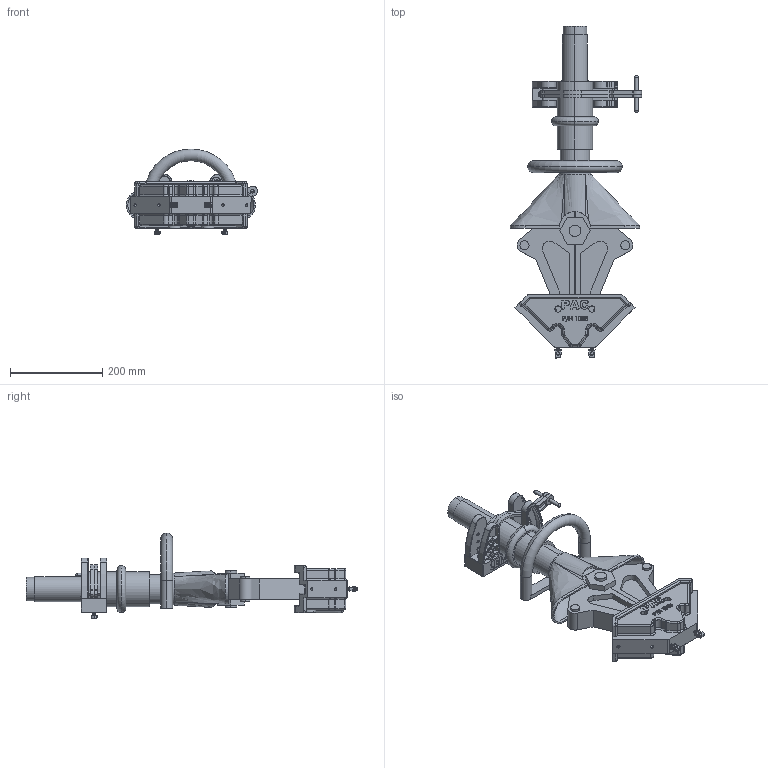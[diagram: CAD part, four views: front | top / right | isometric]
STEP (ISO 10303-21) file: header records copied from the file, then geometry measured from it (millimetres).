
FILE_DESCRIPTION (( 'STEP AP203' ), '1' );
FILE_NAME ('K5035JL.STEP', '2014-09-02T19:11:10', ( 'jgonzalez' ), ( '' ), 'SwSTEP 2.0', 'SolidWorks 2014', '' );
FILE_SCHEMA (( 'CONFIG_CONTROL_DESIGN' ));
Length unit declared in the file: inch
Products named in the file (18): 1070P; 2069LN_MSHXNUT 0.250-20-S-N; 2092_CR-FHMS 0.25-20x0.75x0.75-N; 7049; 7042; 1035; 1070; 1070 Base; Holmatro Combi Tool; 1070 PAD; 1035P; K5035JL; 1070 Shoulder Screw_SHSSCREW 0.25x1.25-N; 2046; 1070 #10-24 Nut_MSHXNUT 0.250-20-S-N; 7016; 1070 STRAP (Yellow) -In Use; 3017_HFBOLT 0.25-20x1.25x0.75-C
Assembly tree (26 placements, depth 4):
  K5035JL
    1035
      1035P
      7049
        2046  x2
        7016  x2
        3017_HFBOLT 0.25-20x1.25x0.75-C  x2
        2069LN_MSHXNUT 0.250-20-S-N  x2
    1070
      1070P
        1070 Base
        1070 PAD
        1070 Shoulder Screw_SHSSCREW 0.25x1.25-N
        1070 #10-24 Nut_MSHXNUT 0.250-20-S-N  x3
        1070 STRAP (Yellow) -In Use
      7042
        2092_CR-FHMS 0.25-20x0.75x0.75-N  x2
        2069LN_MSHXNUT 0.250-20-S-N  x2
    Holmatro Combi Tool
Bounding box: 283.88 x 718.58 x 185.92 mm (x, y, z)
Volume: 3029285.6 mm3; surface area: 779404.1 mm2
Topology: 28 solids, 28 shells, 3259 faces, 8052 edges, 4961 vertices
Faces by surface type: cylinder 979, plane 968, cone 740, bspline 353, torus 213, sphere 6
Entity records: 104911 total; most frequent: CARTESIAN_POINT 42887, ORIENTED_EDGE 12748, DIRECTION 12162, EDGE_CURVE 6374, AXIS2_PLACEMENT_3D 4456, VERTEX_POINT 3963, LINE 3250, VECTOR 3250
